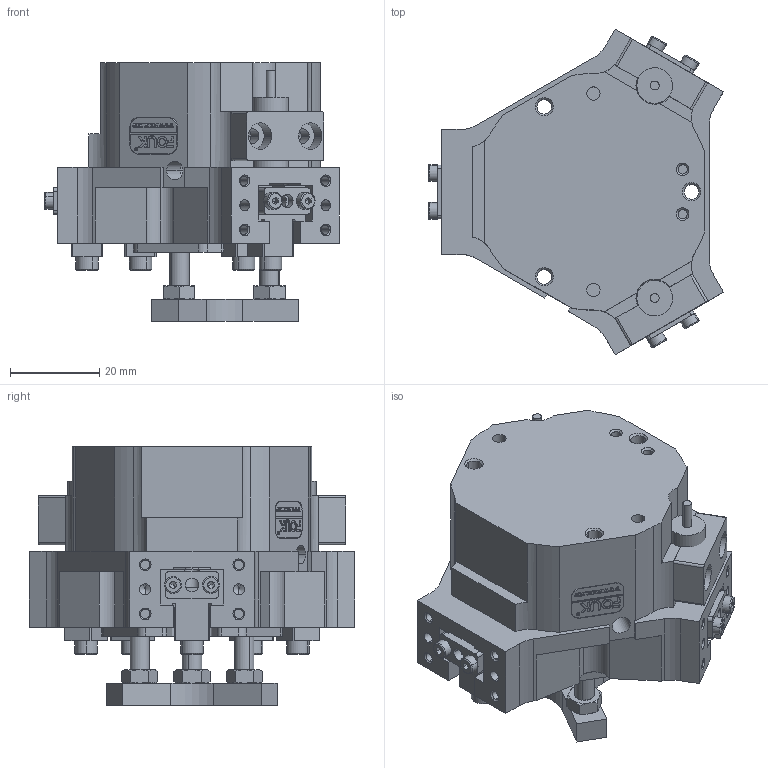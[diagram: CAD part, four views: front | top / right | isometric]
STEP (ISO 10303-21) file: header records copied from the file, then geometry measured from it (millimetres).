
FILE_DESCRIPTION (( 'STEP AP203' ), '1' );
FILE_NAME ('TZ33-74-L-C18.STEP', '2025-06-03T07:50:12', ( 'USER-' ), ( 'Microsoft' ), 'SwSTEP 2.0', 'SolidWorks 2018', '' );
FILE_SCHEMA (( 'CONFIG_CONTROL_DESIGN' ));
Length unit declared in the file: millimetre
Products named in the file (23): TZ33-74-L杅耀.sldasm-Part-10; GB╱T 6170-2015[1型六角螺母M4]; TZ33-74-L杅耀.sldasm-Part-20; TZ33-74-L杅耀.sldasm-Part-25; 揤輸蚾饜极; TZ33-74-L杅耀.sldasm-Part-23; TZ33-74-L杅耀.sldasm-Part-13; TZ33-74-L-C18; TZ33-74-L杅耀.sldasm-Part-5; TZ33-74-L杅耀.sldasm-Part-8; TZ33-74-L杅耀.sldasm-Part-6; TZ33-74-L杅耀.sldasm-Part-1; TZ33-74-L杅耀.sldasm-Part-17; TZ33-74-L杅耀.sldasm-Part-26; TZ33-74-L杅耀.sldasm-Part-12; TZ33-74-L杅耀.sldasm-Part-15; TZ33-74-L杅耀.sldasm-Part-16; 埴翐芛_GB_FASTENER_SCREWS_HSHCS M2X8-N; TZ33-74-L杅耀.sldasm-Part-11; TZ33-74-L杅耀.sldasm-Part-19; 12x8-R2; 揤輸杅耀.sldasm-Part-9; TZ33-74-L杅耀.sldasm-Part-14
Assembly tree (29 placements, depth 3):
  TZ33-74-L-C18
    TZ33-74-L杅耀.sldasm-Part-1  x3
    TZ33-74-L杅耀.sldasm-Part-5
    TZ33-74-L杅耀.sldasm-Part-6
    TZ33-74-L杅耀.sldasm-Part-8
    TZ33-74-L杅耀.sldasm-Part-10
    TZ33-74-L杅耀.sldasm-Part-11
    TZ33-74-L杅耀.sldasm-Part-12
    TZ33-74-L杅耀.sldasm-Part-13
    TZ33-74-L杅耀.sldasm-Part-14
    TZ33-74-L杅耀.sldasm-Part-15
    TZ33-74-L杅耀.sldasm-Part-16
    TZ33-74-L杅耀.sldasm-Part-17
    TZ33-74-L杅耀.sldasm-Part-19
    TZ33-74-L杅耀.sldasm-Part-20
    TZ33-74-L杅耀.sldasm-Part-23
    TZ33-74-L杅耀.sldasm-Part-25
    TZ33-74-L杅耀.sldasm-Part-26
    12x8-R2
    揤輸蚾饜极  x3
      揤輸杅耀.sldasm-Part-9
      埴翐芛_GB_FASTENER_SCREWS_HSHCS M2X8-N
    GB╱T 6170-2015[1型六角螺母M4]  x3
Bounding box: 66.02 x 72.89 x 58 mm (x, y, z)
Volume: 100559.5 mm3; surface area: 38924.9 mm2
Topology: 32 solids, 46 shells, 1620 faces, 4054 edges, 2571 vertices
Faces by surface type: plane 718, cylinder 449, cone 286, bspline 155, torus 12
Entity records: 45053 total; most frequent: CARTESIAN_POINT 12893, ORIENTED_EDGE 6200, DIRECTION 5926, EDGE_CURVE 3100, AXIS2_PLACEMENT_3D 2051, VERTEX_POINT 2014, VECTOR 1824, LINE 1824
